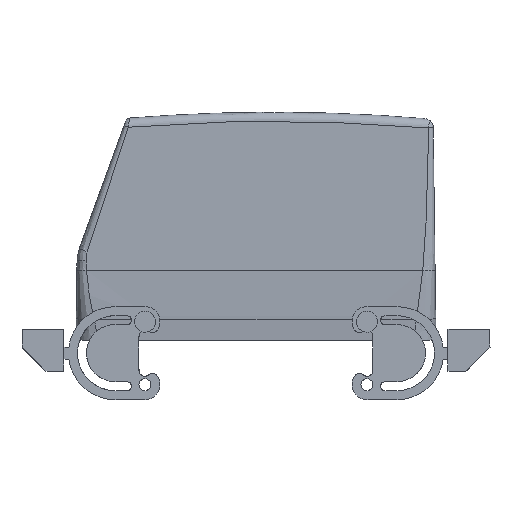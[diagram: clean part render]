
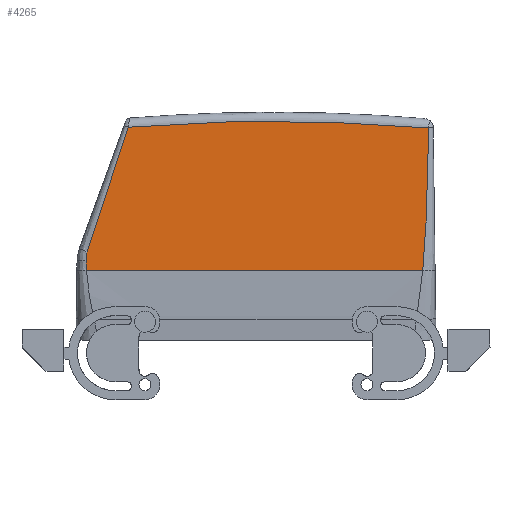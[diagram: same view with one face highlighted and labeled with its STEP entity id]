
A CAD part, left-side view. The second image highlights one B-rep face of the part: STEP entity #4265.
In plain terms, the highlighted planar face has unit normal (-1, 0, 0).
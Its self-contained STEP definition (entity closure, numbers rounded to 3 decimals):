
#4215=AXIS2_PLACEMENT_3D('Plane Axis2P3D',#4212,#4213,#4214) ;
#4219=AXIS2_PLACEMENT_3D('Circle Axis2P3D',#4217,#4218,$) ;
#2383=CARTESIAN_POINT('Vertex',(5.75,22.416,43.138)) ;
#2422=CARTESIAN_POINT('Line Origine',(5.75,77.368,43.138)) ;
#2426=CARTESIAN_POINT('Vertex',(5.75,134.502,43.138)) ;
#2926=CARTESIAN_POINT('Control Point',(5.75,134.653,46.261)) ;
#2927=CARTESIAN_POINT('Control Point',(5.75,134.628,45.637)) ;
#2928=CARTESIAN_POINT('Control Point',(5.75,134.602,45.012)) ;
#2929=CARTESIAN_POINT('Control Point',(5.75,134.573,44.388)) ;
#2930=CARTESIAN_POINT('Control Point',(5.75,134.54,43.764)) ;
#2931=CARTESIAN_POINT('Control Point',(5.75,134.502,43.138)) ;
#2932=CARTESIAN_POINT('Vertex',(5.75,134.653,46.261)) ;
#3746=CARTESIAN_POINT('Vertex',(5.75,20.422,90.568)) ;
#4036=CARTESIAN_POINT('Control Point',(5.75,20.422,90.568)) ;
#4037=CARTESIAN_POINT('Control Point',(5.75,20.424,90.45)) ;
#4038=CARTESIAN_POINT('Control Point',(5.75,20.426,90.325)) ;
#4039=CARTESIAN_POINT('Control Point',(5.75,20.43,90.067)) ;
#4040=CARTESIAN_POINT('Control Point',(5.75,20.435,89.8)) ;
#4041=CARTESIAN_POINT('Control Point',(5.75,20.439,89.532)) ;
#4042=CARTESIAN_POINT('Control Point',(5.75,20.442,89.383)) ;
#4043=CARTESIAN_POINT('Control Point',(5.75,20.449,88.935)) ;
#4044=CARTESIAN_POINT('Control Point',(5.75,20.457,88.488)) ;
#4045=CARTESIAN_POINT('Control Point',(5.75,20.462,88.189)) ;
#4046=CARTESIAN_POINT('Control Point',(5.75,20.477,87.294)) ;
#4047=CARTESIAN_POINT('Control Point',(5.75,20.494,86.399)) ;
#4048=CARTESIAN_POINT('Control Point',(5.75,20.505,85.802)) ;
#4049=CARTESIAN_POINT('Control Point',(5.75,20.539,84.012)) ;
#4050=CARTESIAN_POINT('Control Point',(5.75,20.577,82.223)) ;
#4051=CARTESIAN_POINT('Control Point',(5.75,20.603,81.03)) ;
#4052=CARTESIAN_POINT('Control Point',(5.75,20.683,77.653)) ;
#4053=CARTESIAN_POINT('Control Point',(5.75,20.774,74.277)) ;
#4054=CARTESIAN_POINT('Control Point',(5.75,20.838,72.094)) ;
#4055=CARTESIAN_POINT('Control Point',(5.75,20.974,67.729)) ;
#4056=CARTESIAN_POINT('Control Point',(5.75,21.131,63.365)) ;
#4057=CARTESIAN_POINT('Control Point',(5.75,21.215,61.183)) ;
#4058=CARTESIAN_POINT('Control Point',(5.75,21.35,58.004)) ;
#4059=CARTESIAN_POINT('Control Point',(5.75,21.512,54.825)) ;
#4060=CARTESIAN_POINT('Control Point',(5.75,21.566,53.846)) ;
#4061=CARTESIAN_POINT('Control Point',(5.75,21.727,51.105)) ;
#4062=CARTESIAN_POINT('Control Point',(5.75,21.927,48.364)) ;
#4063=CARTESIAN_POINT('Control Point',(5.75,22.072,46.622)) ;
#4064=CARTESIAN_POINT('Control Point',(5.75,22.236,44.88)) ;
#4065=CARTESIAN_POINT('Control Point',(5.75,22.416,43.138)) ;
#4212=CARTESIAN_POINT('Axis2P3D Location',(5.75,-83.926,-33.63)) ;
#4217=CARTESIAN_POINT('Axis2P3D Location',(5.75,72.,-504.2)) ;
#4221=CARTESIAN_POINT('Vertex',(5.75,120.578,90.82)) ;
#4225=CARTESIAN_POINT('Control Point',(5.75,120.578,90.82)) ;
#4226=CARTESIAN_POINT('Control Point',(5.75,120.614,90.717)) ;
#4227=CARTESIAN_POINT('Control Point',(5.75,120.65,90.614)) ;
#4228=CARTESIAN_POINT('Control Point',(5.75,120.685,90.511)) ;
#4229=CARTESIAN_POINT('Control Point',(5.75,120.757,90.304)) ;
#4230=CARTESIAN_POINT('Control Point',(5.75,120.829,90.097)) ;
#4231=CARTESIAN_POINT('Control Point',(5.75,120.865,89.993)) ;
#4232=CARTESIAN_POINT('Control Point',(5.75,121.402,88.442)) ;
#4233=CARTESIAN_POINT('Control Point',(5.75,121.938,86.889)) ;
#4234=CARTESIAN_POINT('Control Point',(5.75,122.436,85.439)) ;
#4235=CARTESIAN_POINT('Control Point',(5.75,123.501,82.326)) ;
#4236=CARTESIAN_POINT('Control Point',(5.75,124.557,79.207)) ;
#4237=CARTESIAN_POINT('Control Point',(5.75,125.11,77.564)) ;
#4238=CARTESIAN_POINT('Control Point',(5.75,127.179,71.382)) ;
#4239=CARTESIAN_POINT('Control Point',(5.75,129.207,65.203)) ;
#4240=CARTESIAN_POINT('Control Point',(5.75,130.671,60.694)) ;
#4241=CARTESIAN_POINT('Control Point',(5.75,132.285,55.696)) ;
#4242=CARTESIAN_POINT('Control Point',(5.75,133.861,50.691)) ;
#4243=CARTESIAN_POINT('Control Point',(5.75,134.007,50.224)) ;
#4244=CARTESIAN_POINT('Control Point',(5.75,134.153,49.757)) ;
#4245=CARTESIAN_POINT('Control Point',(5.75,134.299,49.289)) ;
#4246=CARTESIAN_POINT('Vertex',(5.75,134.299,49.289)) ;
#4250=CARTESIAN_POINT('Control Point',(5.75,134.299,49.289)) ;
#4251=CARTESIAN_POINT('Control Point',(5.75,134.474,48.7)) ;
#4252=CARTESIAN_POINT('Control Point',(5.75,134.599,48.095)) ;
#4253=CARTESIAN_POINT('Control Point',(5.75,134.671,47.483)) ;
#4254=CARTESIAN_POINT('Control Point',(5.75,134.689,46.869)) ;
#4255=CARTESIAN_POINT('Control Point',(5.75,134.653,46.261)) ;
#2423=DIRECTION('Vector Direction',(0.,-1.,0.)) ;
#4213=DIRECTION('Axis2P3D Direction',(-1.,0.,0.)) ;
#4214=DIRECTION('Axis2P3D XDirection',(0.,-0.317,0.949)) ;
#4218=DIRECTION('Axis2P3D Direction',(-1.,0.,0.)) ;
#2424=VECTOR('Line Direction',#2423,1.) ;
#4258=ORIENTED_EDGE('',*,*,#4223,.T.) ;
#4259=ORIENTED_EDGE('',*,*,#4248,.F.) ;
#4260=ORIENTED_EDGE('',*,*,#4256,.F.) ;
#4261=ORIENTED_EDGE('',*,*,#2934,.F.) ;
#4262=ORIENTED_EDGE('',*,*,#2428,.T.) ;
#4263=ORIENTED_EDGE('',*,*,#4066,.T.) ;
#4265=ADVANCED_FACE('Hood',(#4264),#4216,.T.) ;
#2925=B_SPLINE_CURVE_WITH_KNOTS('',5,(#2926,#2927,#2928,#2929,#2930,#2931),.UNSPECIFIED.,.F.,.U.,(6,6),(86.846,89.97),.UNSPECIFIED.) ;
#4035=B_SPLINE_CURVE_WITH_KNOTS('',5,(#4036,#4037,#4038,#4039,#4040,#4041,#4042,#4043,#4044,#4045,#4046,#4047,#4048,#4049,#4050,#4051,#4052,#4053,#4054,#4055,#4056,#4057,#4058,#4059,#4060,#4061,#4062,#4063,#4064,#4065),.UNSPECIFIED.,.F.,.U.,(6,3,3,3,3,3,3,3,3,6),(7.76,8.352,9.098,10.592,13.579,19.553,30.498,41.443,46.451,55.207),.UNSPECIFIED.) ;
#4224=B_SPLINE_CURVE_WITH_KNOTS('',5,(#4225,#4226,#4227,#4228,#4229,#4230,#4231,#4232,#4233,#4234,#4235,#4236,#4237,#4238,#4239,#4240,#4241,#4242,#4243,#4244,#4245),.UNSPECIFIED.,.F.,.U.,(6,3,3,3,3,3,6),(0.,0.774,1.548,12.38,24.795,58.432,61.892),.UNSPECIFIED.) ;
#4249=B_SPLINE_CURVE_WITH_KNOTS('',5,(#4250,#4251,#4252,#4253,#4254,#4255),.UNSPECIFIED.,.F.,.U.,(6,6),(0.,4.339),.UNSPECIFIED.) ;
#4220=CIRCLE('generated circle',#4219,597.) ;
#2428=EDGE_CURVE('',#2427,#2384,#2425,.T.) ;
#2934=EDGE_CURVE('',#2427,#2933,#2925,.F.) ;
#4066=EDGE_CURVE('',#2384,#3747,#4035,.F.) ;
#4223=EDGE_CURVE('',#3747,#4222,#4220,.T.) ;
#4248=EDGE_CURVE('',#4247,#4222,#4224,.F.) ;
#4256=EDGE_CURVE('',#2933,#4247,#4249,.F.) ;
#4257=EDGE_LOOP('',(#4258,#4259,#4260,#4261,#4262,#4263)) ;
#4264=FACE_OUTER_BOUND('',#4257,.T.) ;
#2425=LINE('Line',#2422,#2424) ;
#4216=PLANE('',#4215) ;
#2384=VERTEX_POINT('',#2383) ;
#2427=VERTEX_POINT('',#2426) ;
#2933=VERTEX_POINT('',#2932) ;
#3747=VERTEX_POINT('',#3746) ;
#4222=VERTEX_POINT('',#4221) ;
#4247=VERTEX_POINT('',#4246) ;
